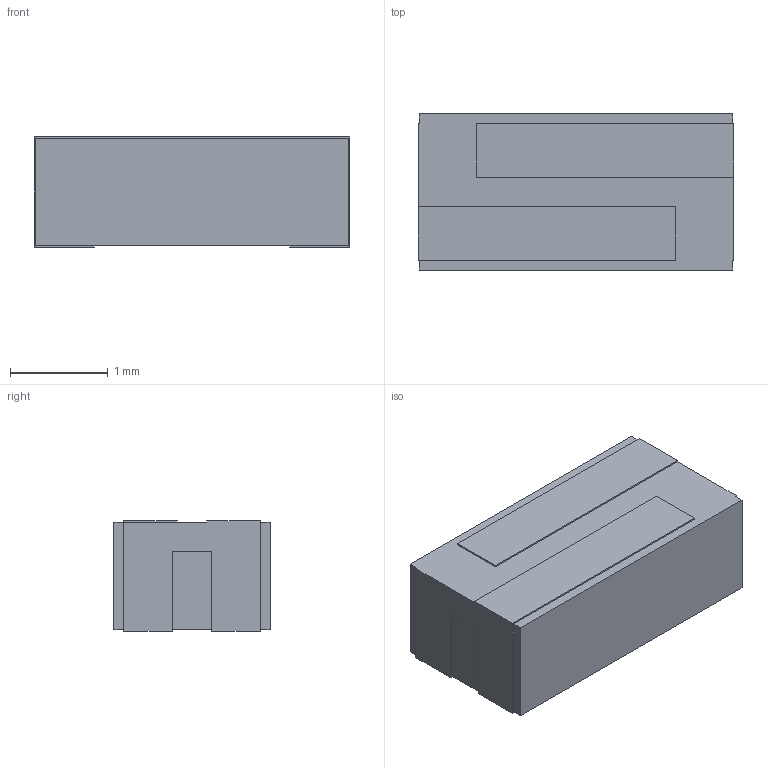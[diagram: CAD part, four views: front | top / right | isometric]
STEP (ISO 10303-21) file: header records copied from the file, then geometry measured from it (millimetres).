
FILE_DESCRIPTION((''),'2;1');
FILE_NAME('2042830001','2019-05-28T',('gga'),(''),'PRO/ENGINEER BY PARAMETRIC TECHNOLOGY CORPORATION, 2016010','PRO/ENGINEER BY PARAMETRIC TECHNOLOGY CORPORATION, 2016010','');
FILE_SCHEMA(('CONFIG_CONTROL_DESIGN'));
Length unit declared in the file: millimetre
Products named in the file (1): 2042830001
Bounding box: 3.23 x 1.6 x 1.13 mm (x, y, z)
Volume: 5.7 mm3; surface area: 21.3 mm2
Topology: 1 solids, 1 shells, 36 faces, 118 edges, 84 vertices
Faces by surface type: plane 36
Entity records: 1293 total; most frequent: CARTESIAN_POINT 223, ORIENTED_EDGE 204, DIRECTION 192, VECTOR 118, LINE 118, EDGE_CURVE 102, VERTEX_POINT 68, AXIS2_PLACEMENT_3D 37
